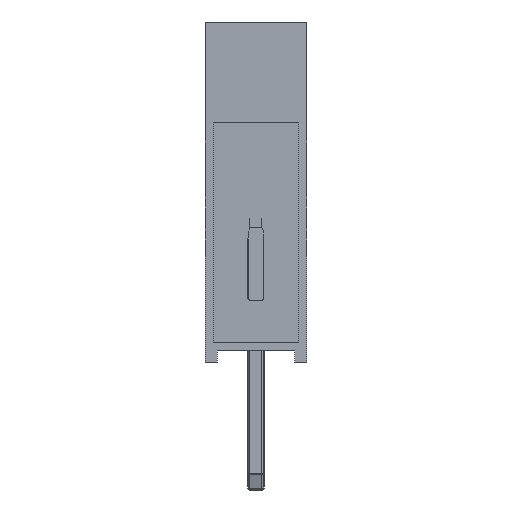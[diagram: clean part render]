
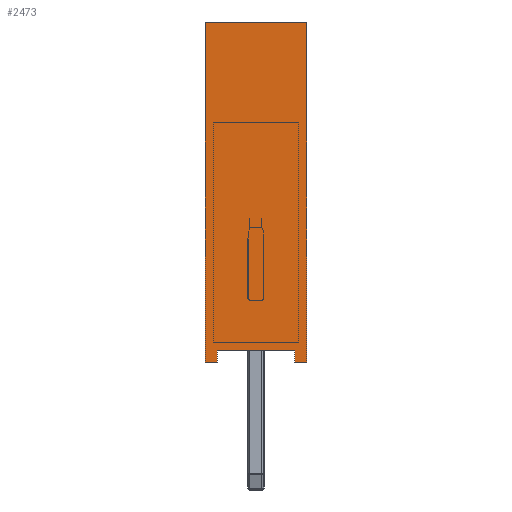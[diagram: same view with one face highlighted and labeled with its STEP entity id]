
A CAD part, left-side view. The second image highlights one B-rep face of the part: STEP entity #2473.
In plain terms, the highlighted planar face has unit normal (-1, 0, 0).
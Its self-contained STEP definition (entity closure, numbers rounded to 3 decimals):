
#377=FACE_OUTER_BOUND('',#528,.T.);
#528=EDGE_LOOP('',(#1629,#1630,#1631,#1632,#1633,#1634,#1635,#1636));
#694=LINE('',#3864,#880);
#696=LINE('',#3870,#882);
#699=LINE('',#3875,#885);
#704=LINE('',#3889,#890);
#705=LINE('',#3892,#891);
#708=LINE('',#3898,#894);
#709=LINE('',#3900,#895);
#710=LINE('',#3901,#896);
#880=VECTOR('',#3020,10.);
#882=VECTOR('',#3024,10.);
#885=VECTOR('',#3029,10.);
#890=VECTOR('',#3044,10.);
#891=VECTOR('',#3047,10.);
#894=VECTOR('',#3052,10.);
#895=VECTOR('',#3053,10.);
#896=VECTOR('',#3054,10.);
#1064=VERTEX_POINT('',#3858);
#1066=VERTEX_POINT('',#3862);
#1067=VERTEX_POINT('',#3866);
#1069=VERTEX_POINT('',#3869);
#1074=VERTEX_POINT('',#3887);
#1075=VERTEX_POINT('',#3891);
#1077=VERTEX_POINT('',#3897);
#1078=VERTEX_POINT('',#3899);
#1262=EDGE_CURVE('',#1064,#1066,#694,.T.);
#1264=EDGE_CURVE('',#1069,#1067,#696,.T.);
#1267=EDGE_CURVE('',#1066,#1069,#699,.T.);
#1276=EDGE_CURVE('',#1067,#1074,#704,.T.);
#1277=EDGE_CURVE('',#1075,#1064,#705,.T.);
#1280=EDGE_CURVE('',#1074,#1077,#708,.T.);
#1281=EDGE_CURVE('',#1078,#1077,#709,.T.);
#1282=EDGE_CURVE('',#1075,#1078,#710,.T.);
#1629=ORIENTED_EDGE('',*,*,#1262,.T.);
#1630=ORIENTED_EDGE('',*,*,#1267,.T.);
#1631=ORIENTED_EDGE('',*,*,#1264,.T.);
#1632=ORIENTED_EDGE('',*,*,#1276,.T.);
#1633=ORIENTED_EDGE('',*,*,#1280,.T.);
#1634=ORIENTED_EDGE('',*,*,#1281,.F.);
#1635=ORIENTED_EDGE('',*,*,#1282,.F.);
#1636=ORIENTED_EDGE('',*,*,#1277,.T.);
#2277=PLANE('',#2681);
#2473=ADVANCED_FACE('',(#377),#2277,.T.);
#2681=AXIS2_PLACEMENT_3D('',#3896,#3050,#3051);
#3020=DIRECTION('',(0.,0.,1.));
#3024=DIRECTION('',(0.,0.,-1.));
#3029=DIRECTION('',(0.,-1.,0.));
#3044=DIRECTION('',(0.,-1.,0.));
#3047=DIRECTION('',(0.,-1.,0.));
#3050=DIRECTION('center_axis',(-1.,0.,0.));
#3051=DIRECTION('ref_axis',(0.,-1.,0.));
#3052=DIRECTION('',(0.,0.,1.));
#3053=DIRECTION('',(0.,-1.,0.));
#3054=DIRECTION('',(0.,0.,1.));
#3858=CARTESIAN_POINT('',(-1.27,0.97,0.));
#3862=CARTESIAN_POINT('',(-1.27,0.97,0.3));
#3864=CARTESIAN_POINT('',(-1.27,0.97,0.));
#3866=CARTESIAN_POINT('',(-1.27,-0.97,0.));
#3869=CARTESIAN_POINT('',(-1.27,-0.97,0.3));
#3870=CARTESIAN_POINT('',(-1.27,-0.97,0.));
#3875=CARTESIAN_POINT('',(-1.27,0.635,0.3));
#3887=CARTESIAN_POINT('',(-1.27,-1.27,0.));
#3889=CARTESIAN_POINT('',(-1.27,1.27,0.));
#3891=CARTESIAN_POINT('',(-1.27,1.27,0.));
#3892=CARTESIAN_POINT('',(-1.27,1.27,0.));
#3896=CARTESIAN_POINT('Origin',(-1.27,1.27,0.));
#3897=CARTESIAN_POINT('',(-1.27,-1.27,8.5));
#3898=CARTESIAN_POINT('',(-1.27,-1.27,0.));
#3899=CARTESIAN_POINT('',(-1.27,1.27,8.5));
#3900=CARTESIAN_POINT('',(-1.27,1.27,8.5));
#3901=CARTESIAN_POINT('',(-1.27,1.27,0.));
